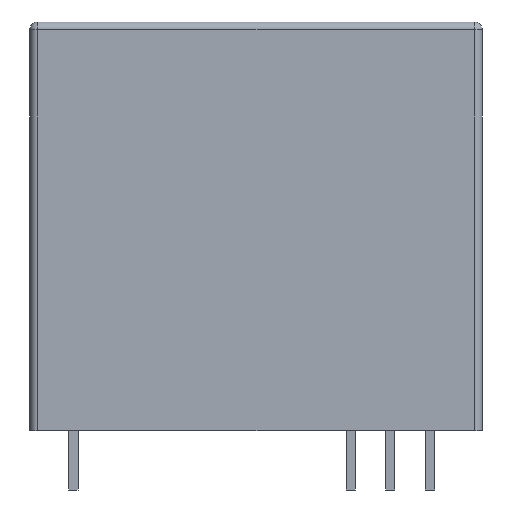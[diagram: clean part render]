
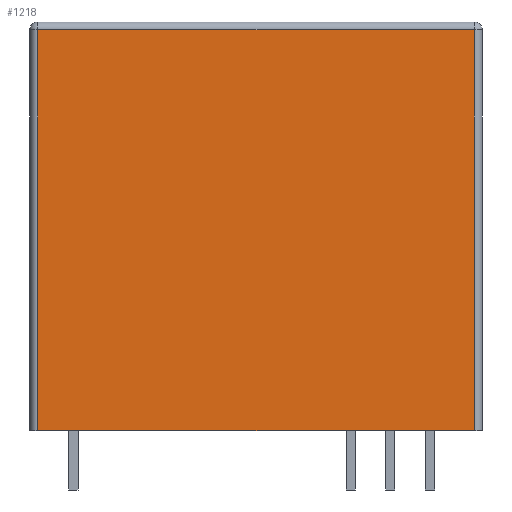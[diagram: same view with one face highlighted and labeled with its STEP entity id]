
A CAD part, front view. The second image highlights one B-rep face of the part: STEP entity #1218.
In plain terms, the highlighted free-form (B-spline) face has degree [1, 1] with [2, 2] control points.
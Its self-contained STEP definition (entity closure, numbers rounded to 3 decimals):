
#836=CARTESIAN_POINT('',(-14.,-6.05,25.7));
#837=VERTEX_POINT('',#836);
#904=CARTESIAN_POINT('',(14.,-6.05,25.7));
#905=VERTEX_POINT('',#904);
#1051=CARTESIAN_POINT('',(-14.,-6.05,25.7));
#1052=DIRECTION('',(1.0,0.0,0.0));
#1053=VECTOR('',#1052,28.0);
#1054=LINE('',#1051,#1053);
#1055=EDGE_CURVE('',#837,#905,#1054,.T.);
#1072=CARTESIAN_POINT('',(14.,-6.05,0.0));
#1073=VERTEX_POINT('',#1072);
#1090=CARTESIAN_POINT('',(14.,-6.05,25.7));
#1091=DIRECTION('',(0.0,0.0,-1.0));
#1092=VECTOR('',#1091,25.7);
#1093=LINE('',#1090,#1092);
#1094=EDGE_CURVE('',#905,#1073,#1093,.T.);
#1160=CARTESIAN_POINT('',(-14.,-6.05,0.0));
#1161=VERTEX_POINT('',#1160);
#1169=CARTESIAN_POINT('',(-14.,-6.05,0.0));
#1170=DIRECTION('',(0.0,0.0,1.0));
#1171=VECTOR('',#1170,25.7);
#1172=LINE('',#1169,#1171);
#1173=EDGE_CURVE('',#1161,#837,#1172,.T.);
#1202=CARTESIAN_POINT('',(-14.,-6.05,0.0));
#1203=CARTESIAN_POINT('',(-14.,-6.05,25.7));
#1204=CARTESIAN_POINT('',(14.,-6.05,0.0));
#1205=CARTESIAN_POINT('',(14.,-6.05,25.7));
#1206=B_SPLINE_SURFACE_WITH_KNOTS('',1,1,((#1202,#1204),(#1203,#1205)),.UNSPECIFIED.,.F.,.F.,.U.,(2,2),(2,2),(0.0,25.7),(0.0,28.0),.UNSPECIFIED.);
#1207=ORIENTED_EDGE('',*,*,#1094,.F.);
#1208=ORIENTED_EDGE('',*,*,#1055,.F.);
#1209=ORIENTED_EDGE('',*,*,#1173,.F.);
#1210=CARTESIAN_POINT('',(-14.,-6.05,0.0));
#1211=DIRECTION('',(1.0,0.0,0.0));
#1212=VECTOR('',#1211,28.0);
#1213=LINE('',#1210,#1212);
#1214=EDGE_CURVE('',#1161,#1073,#1213,.T.);
#1215=ORIENTED_EDGE('',*,*,#1214,.T.);
#1216=EDGE_LOOP('',(#1207,#1208,#1209,#1215));
#1217=FACE_OUTER_BOUND('',#1216,.T.);
#1218=ADVANCED_FACE('',(#1217),#1206,.F.);
